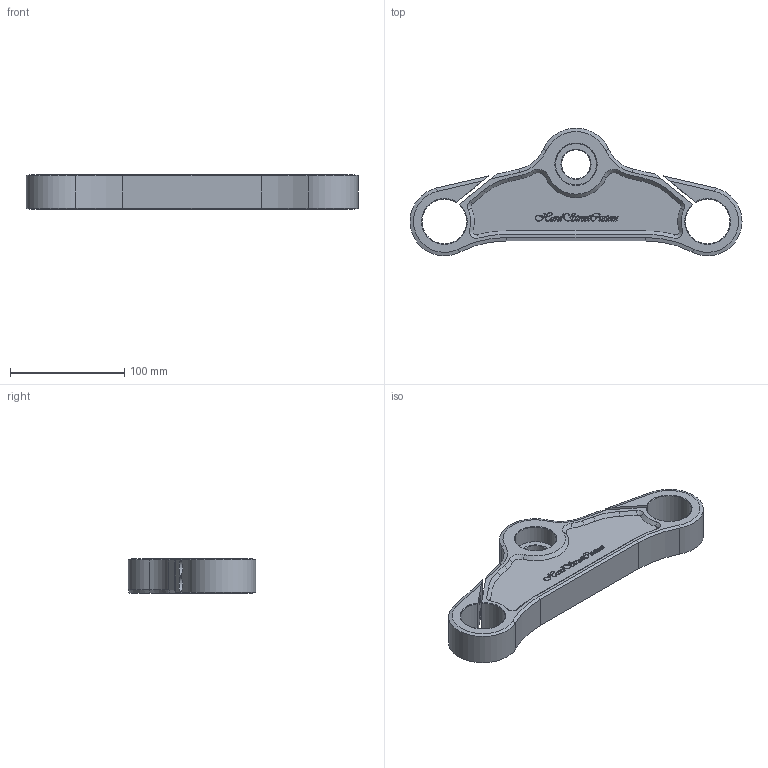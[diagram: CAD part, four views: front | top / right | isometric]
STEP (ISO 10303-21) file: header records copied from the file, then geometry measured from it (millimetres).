
FILE_DESCRIPTION(/* description */ (''),/* implementation_level */ '2;1');
FILE_NAME(/* name */ 'te _ sup v4ok v1.step',/* time_stamp */ '2020-05-08T04:16:01+02:00',/* author */ (''),/* organization */ (''),/* preprocessor_version */ 'ST-DEVELOPER v18.1',/* originating_system */ 'Autodesk Translation Framework v9.2.0.1227',/* authorisation */ '');
FILE_SCHEMA (('AUTOMOTIVE_DESIGN { 1 0 10303 214 3 1 1 }'));
Length unit declared in the file: millimetre
Products named in the file (1): te : sup v4ok
Bounding box: 290 x 111.48 x 30 mm (x, y, z)
Volume: 428493 mm3; surface area: 73308.4 mm2
Topology: 1 solids, 1 shells, 956 faces, 2702 edges, 1774 vertices
Faces by surface type: bspline 441, cylinder 306, plane 168, cone 41
Full cylindrical faces by diameter (mm): 6.779 x122, 8 x4, 8.17 x126, 13.5 x4, 25.3 x1, 31.5 x1, 36 x1
Entity records: 48423 total; most frequent: CARTESIAN_POINT 27621, ORIENTED_EDGE 5396, EDGE_CURVE 2698, DIRECTION 2492, VERTEX_POINT 1774, B_SPLINE_CURVE_WITH_KNOTS 1402, LINE 1116, VECTOR 1116
